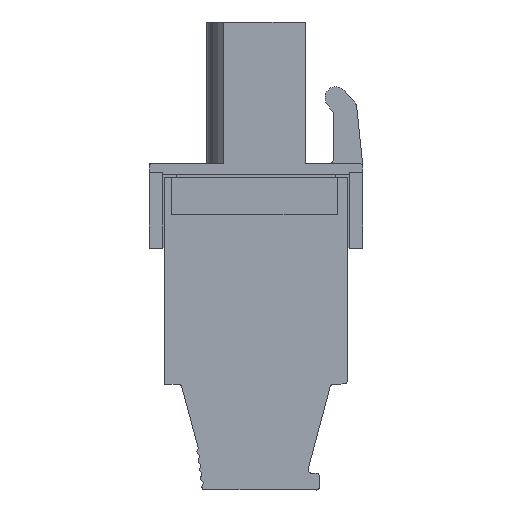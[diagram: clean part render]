
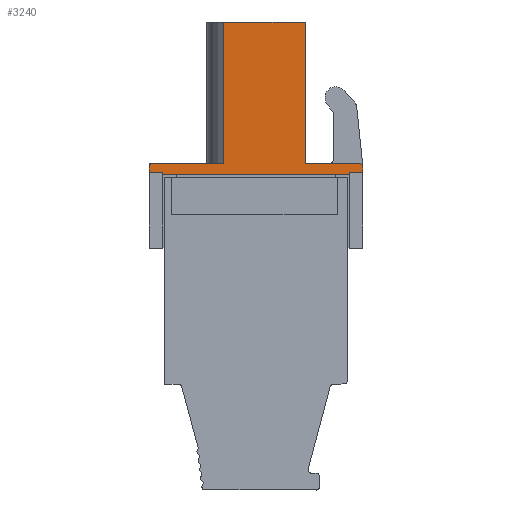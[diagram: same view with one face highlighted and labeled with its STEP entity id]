
A CAD part, left-side view. The second image highlights one B-rep face of the part: STEP entity #3240.
In plain terms, the highlighted planar face has unit normal (-1, 0, 0).
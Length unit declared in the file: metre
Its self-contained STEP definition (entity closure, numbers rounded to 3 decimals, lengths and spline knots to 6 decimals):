
#3240=ADVANCED_FACE('',(#7170),#7171,.T.);
#7170=FACE_OUTER_BOUND('',#11682,.T.);
#7171=PLANE('',#11683);
#11682=EDGE_LOOP('',(#20884,#20885,#20886,#20887,#20888,#20889,#20890,#20891,#20892,#20893,#20894,#20895,#20896,#20897,#20898));
#11683=AXIS2_PLACEMENT_3D('',#20899,#20900,#20901);
#20884=ORIENTED_EDGE('',*,*,#28731,.F.);
#20885=ORIENTED_EDGE('',*,*,#28732,.F.);
#20886=ORIENTED_EDGE('',*,*,#28733,.F.);
#20887=ORIENTED_EDGE('',*,*,#27823,.T.);
#20888=ORIENTED_EDGE('',*,*,#28024,.T.);
#20889=ORIENTED_EDGE('',*,*,#27997,.T.);
#20890=ORIENTED_EDGE('',*,*,#25670,.F.);
#20891=ORIENTED_EDGE('',*,*,#25535,.T.);
#20892=ORIENTED_EDGE('',*,*,#28734,.T.);
#20893=ORIENTED_EDGE('',*,*,#28095,.F.);
#20894=ORIENTED_EDGE('',*,*,#28111,.F.);
#20895=ORIENTED_EDGE('',*,*,#28104,.F.);
#20896=ORIENTED_EDGE('',*,*,#28735,.T.);
#20897=ORIENTED_EDGE('',*,*,#28736,.T.);
#20898=ORIENTED_EDGE('',*,*,#28737,.T.);
#20899=CARTESIAN_POINT('',(-0.066948,-0.030011,-0.068609));
#20900=DIRECTION('',(-1.0,0.,0.));
#20901=DIRECTION('',(0.,0.,-1.0));
#25535=EDGE_CURVE('',#30348,#30346,#30349,.T.);
#25670=EDGE_CURVE('',#30348,#30594,#30595,.T.);
#27823=EDGE_CURVE('',#33922,#33920,#33923,.T.);
#27997=EDGE_CURVE('',#34194,#30594,#34195,.T.);
#28024=EDGE_CURVE('',#33920,#34194,#34235,.T.);
#28095=EDGE_CURVE('',#34323,#34325,#34326,.F.);
#28104=EDGE_CURVE('',#34337,#34339,#34340,.F.);
#28111=EDGE_CURVE('',#34339,#34323,#34349,.T.);
#28731=EDGE_CURVE('',#35220,#35221,#35222,.T.);
#28732=EDGE_CURVE('',#35223,#35220,#35224,.F.);
#28733=EDGE_CURVE('',#33922,#35223,#35225,.T.);
#28734=EDGE_CURVE('',#30346,#34325,#35226,.T.);
#28735=EDGE_CURVE('',#34337,#35227,#35228,.T.);
#28736=EDGE_CURVE('',#35227,#35229,#35230,.T.);
#28737=EDGE_CURVE('',#35229,#35221,#35231,.T.);
#30346=VERTEX_POINT('',#37354);
#30348=VERTEX_POINT('',#37357);
#30349=LINE('',#37358,#37359);
#30594=VERTEX_POINT('',#37715);
#30595=LINE('',#37716,#37717);
#33920=VERTEX_POINT('',#42620);
#33922=VERTEX_POINT('',#42623);
#33923=LINE('',#42624,#42625);
#34194=VERTEX_POINT('',#42998);
#34195=LINE('',#42999,#43000);
#34235=LINE('',#43053,#43054);
#34323=VERTEX_POINT('',#43178);
#34325=VERTEX_POINT('',#43181);
#34326=LINE('',#43182,#43183);
#34337=VERTEX_POINT('',#43199);
#34339=VERTEX_POINT('',#43202);
#34340=LINE('',#43203,#43204);
#34349=LINE('',#43216,#43217);
#35220=VERTEX_POINT('',#44558);
#35221=VERTEX_POINT('',#44559);
#35222=LINE('',#44560,#44561);
#35223=VERTEX_POINT('',#44562);
#35224=CIRCLE('',#44563,0.000199);
#35225=LINE('',#44564,#44565);
#35226=LINE('',#44566,#44567);
#35227=VERTEX_POINT('',#44568);
#35228=LINE('',#44569,#44570);
#35229=VERTEX_POINT('',#44571);
#35230=LINE('',#44572,#44573);
#35231=LINE('',#44574,#44575);
#37354=CARTESIAN_POINT('',(-0.066948,-0.023743,-0.064142));
#37357=CARTESIAN_POINT('',(-0.066948,-0.023743,-0.063616));
#37358=CARTESIAN_POINT('',(-0.066948,-0.023743,-0.068609));
#37359=VECTOR('',#46881,1.0);
#37715=CARTESIAN_POINT('',(-0.066948,-0.028137,-0.063616));
#37716=CARTESIAN_POINT('',(-0.066948,-0.030011,-0.063616));
#37717=VECTOR('',#47025,1.0);
#42620=CARTESIAN_POINT('',(-0.066948,-0.032937,-0.05527));
#42623=CARTESIAN_POINT('',(-0.066948,-0.032937,-0.063616));
#42624=CARTESIAN_POINT('',(-0.066948,-0.032937,-0.068609));
#42625=VECTOR('',#49154,1.0);
#42998=CARTESIAN_POINT('',(-0.066948,-0.028137,-0.05527));
#42999=CARTESIAN_POINT('',(-0.066948,-0.028137,-0.068609));
#43000=VECTOR('',#49314,1.0);
#43053=CARTESIAN_POINT('',(-0.066948,-0.030011,-0.05527));
#43054=VECTOR('',#49340,1.0);
#43178=CARTESIAN_POINT('',(-0.066948,-0.024551,-0.064273));
#43181=CARTESIAN_POINT('',(-0.066948,-0.024551,-0.064142));
#43182=CARTESIAN_POINT('',(-0.066948,-0.024551,-0.068609));
#43183=VECTOR('',#49411,1.0);
#43199=CARTESIAN_POINT('',(-0.066948,-0.035526,-0.064142));
#43202=CARTESIAN_POINT('',(-0.066948,-0.035526,-0.064273));
#43203=CARTESIAN_POINT('',(-0.066948,-0.035526,-0.068609));
#43204=VECTOR('',#49418,1.0);
#43216=CARTESIAN_POINT('',(-0.066948,-0.030011,-0.064273));
#43217=VECTOR('',#49425,1.0);
#44558=CARTESIAN_POINT('',(-0.066948,-0.036327,-0.063815));
#44559=CARTESIAN_POINT('',(-0.066948,-0.036327,-0.064142));
#44560=CARTESIAN_POINT('',(-0.066948,-0.036327,-0.068609));
#44561=VECTOR('',#50037,1.0);
#44562=CARTESIAN_POINT('',(-0.066948,-0.036128,-0.063616));
#44563=AXIS2_PLACEMENT_3D('',#50038,#50039,#50040);
#44564=CARTESIAN_POINT('',(-0.066948,-0.030011,-0.063616));
#44565=VECTOR('',#50041,1.0);
#44566=CARTESIAN_POINT('',(-0.066948,-0.006217,-0.064142));
#44567=VECTOR('',#50042,1.0);
#44568=CARTESIAN_POINT('',(-0.066948,-0.036333,-0.064142));
#44569=CARTESIAN_POINT('',(-0.066948,-0.006217,-0.064142));
#44570=VECTOR('',#50043,1.0);
#44571=CARTESIAN_POINT('',(-0.066948,-0.036333,-0.064142));
#44572=CARTESIAN_POINT('',(-0.066948,-0.036333,-0.068609));
#44573=VECTOR('',#50044,1.0);
#44574=CARTESIAN_POINT('',(-0.066948,-0.030011,-0.064142));
#44575=VECTOR('',#50045,1.0);
#46881=DIRECTION('',(0.,0.,-1.0));
#47025=DIRECTION('',(0.,-1.0,0.));
#49154=DIRECTION('',(0.,0.,1.0));
#49314=DIRECTION('',(0.,0.,-1.0));
#49340=DIRECTION('',(0.,1.0,0.));
#49411=DIRECTION('',(0.,0.,-1.0));
#49418=DIRECTION('',(0.,0.,1.0));
#49425=DIRECTION('',(0.,1.0,0.));
#50037=DIRECTION('',(0.,0.,-1.0));
#50038=CARTESIAN_POINT('',(-0.066948,-0.036128,-0.063815));
#50039=DIRECTION('',(-1.0,0.,0.));
#50040=DIRECTION('',(0.,0.0,1.0));
#50041=DIRECTION('',(0.,-1.0,0.));
#50042=DIRECTION('',(0.,-1.0,0.));
#50043=DIRECTION('',(0.,-1.0,0.));
#50044=DIRECTION('',(0.,0.,1.0));
#50045=DIRECTION('',(0.,1.0,0.));
